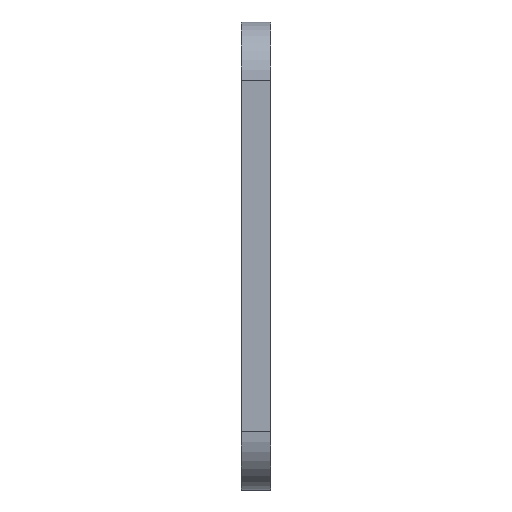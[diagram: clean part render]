
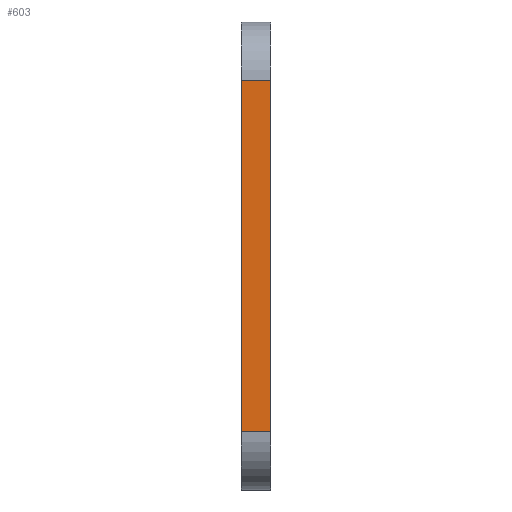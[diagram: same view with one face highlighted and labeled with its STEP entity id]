
A CAD part, left-side view. The second image highlights one B-rep face of the part: STEP entity #603.
In plain terms, the highlighted planar face has unit normal (-1, 0, 0).
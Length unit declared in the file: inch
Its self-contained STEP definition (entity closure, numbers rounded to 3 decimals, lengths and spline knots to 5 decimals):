
#9 = EDGE_CURVE ( 'NONE', #946, #623, #732, .T. ) ;
#15 = VECTOR ( 'NONE', #380, 39.37008 ) ;
#22 = LINE ( 'NONE', #496, #630 ) ;
#57 = CARTESIAN_POINT ( 'NONE',  ( -0.4375, 0., 0. ) ) ;
#59 = CARTESIAN_POINT ( 'NONE',  ( -0.4375, 0.125, -0.25 ) ) ;
#89 = EDGE_CURVE ( 'NONE', #946, #349, #22, .T. ) ;
#121 = LINE ( 'NONE', #57, #309 ) ;
#152 = LINE ( 'NONE', #59, #15 ) ;
#164 = EDGE_CURVE ( 'NONE', #349, #338, #121, .T. ) ;
#191 = DIRECTION ( 'NONE',  ( 0., 0., 1. ) ) ;
#253 = VECTOR ( 'NONE', #191, 39.37008 ) ;
#265 = CARTESIAN_POINT ( 'NONE',  ( -0.4375, 0.125, 0. ) ) ;
#273 = CARTESIAN_POINT ( 'NONE',  ( -0.4375, 0., -1.75 ) ) ;
#309 = VECTOR ( 'NONE', #608, 39.37008 ) ;
#315 = EDGE_LOOP ( 'NONE', ( #864, #707, #388, #497 ) ) ;
#317 = FACE_OUTER_BOUND ( 'NONE', #315, .T. ) ;
#325 = CARTESIAN_POINT ( 'NONE',  ( -0.4375, 0., -0.25 ) ) ;
#338 = VERTEX_POINT ( 'NONE', #325 ) ;
#349 = VERTEX_POINT ( 'NONE', #273 ) ;
#375 = PLANE ( 'NONE',  #837 ) ;
#380 = DIRECTION ( 'NONE',  ( 0., -1., 0. ) ) ;
#388 = ORIENTED_EDGE ( 'NONE', *, *, #9, .F. ) ;
#419 = CARTESIAN_POINT ( 'NONE',  ( -0.4375, 0.125, -1.75 ) ) ;
#440 = DIRECTION ( 'NONE',  ( 0., -1., 0. ) ) ;
#496 = CARTESIAN_POINT ( 'NONE',  ( -0.4375, 0.125, -1.75 ) ) ;
#497 = ORIENTED_EDGE ( 'NONE', *, *, #89, .T. ) ;
#603 = ADVANCED_FACE ( 'NONE', ( #317 ), #375, .F. ) ;
#604 = CARTESIAN_POINT ( 'NONE',  ( -0.4375, 0.125, 0. ) ) ;
#608 = DIRECTION ( 'NONE',  ( 0., 0., 1. ) ) ;
#623 = VERTEX_POINT ( 'NONE', #814 ) ;
#630 = VECTOR ( 'NONE', #440, 39.37008 ) ;
#707 = ORIENTED_EDGE ( 'NONE', *, *, #853, .F. ) ;
#732 = LINE ( 'NONE', #265, #253 ) ;
#809 = DIRECTION ( 'NONE',  ( 1., 0., 0. ) ) ;
#814 = CARTESIAN_POINT ( 'NONE',  ( -0.4375, 0.125, -0.25 ) ) ;
#837 = AXIS2_PLACEMENT_3D ( 'NONE', #604, #809, #982 ) ;
#853 = EDGE_CURVE ( 'NONE', #623, #338, #152, .T. ) ;
#864 = ORIENTED_EDGE ( 'NONE', *, *, #164, .T. ) ;
#946 = VERTEX_POINT ( 'NONE', #419 ) ;
#982 = DIRECTION ( 'NONE',  ( 0., 0., -1. ) ) ;
